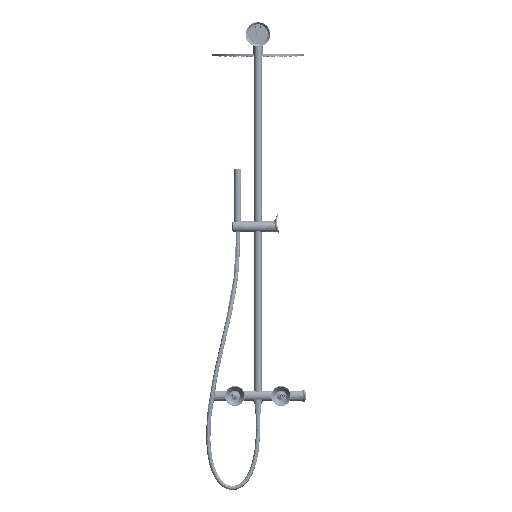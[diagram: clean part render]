
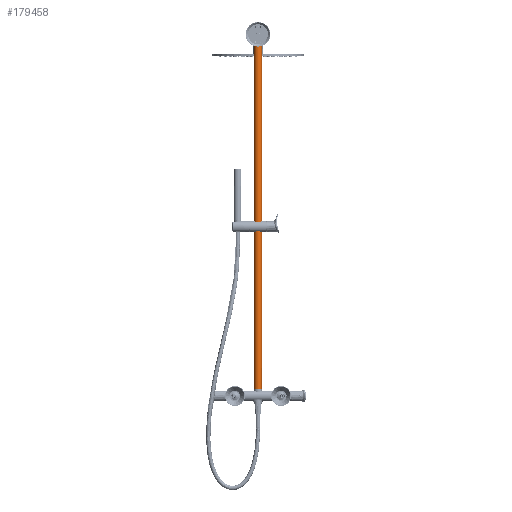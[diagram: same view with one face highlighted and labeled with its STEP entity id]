
A CAD part, front view. The second image highlights one B-rep face of the part: STEP entity #179458.
In plain terms, the highlighted cylindrical face has radius 12 mm (diameter 24 mm), a partial arc.
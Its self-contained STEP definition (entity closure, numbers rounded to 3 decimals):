
#175990=CARTESIAN_POINT('Vertex',(12.,0.,21.5)) ;
#175993=CARTESIAN_POINT('Axis2P3D Location',(0.,0.,21.5)) ;
#175997=CARTESIAN_POINT('Vertex',(-11.656,-2.851,21.5)) ;
#176025=CARTESIAN_POINT('Vertex',(11.656,2.851,21.5)) ;
#176028=CARTESIAN_POINT('Axis2P3D Location',(0.,0.,21.5)) ;
#178234=CARTESIAN_POINT('Axis2P3D Location',(0.,0.,1141.5)) ;
#178238=CARTESIAN_POINT('Vertex',(-11.656,-2.851,1141.5)) ;
#178240=CARTESIAN_POINT('Vertex',(11.656,2.851,1141.5)) ;
#179436=CARTESIAN_POINT('Axis2P3D Location',(0.,0.,581.5)) ;
#179441=CARTESIAN_POINT('Line Origine',(-11.656,-2.851,581.5)) ;
#179446=CARTESIAN_POINT('Line Origine',(11.656,2.851,581.5)) ;
#179443=VECTOR('Line Direction',#179442,1.) ;
#179448=VECTOR('Line Direction',#179447,1.) ;
#175994=DIRECTION('Axis2P3D Direction',(0.,0.,-1.)) ;
#176029=DIRECTION('Axis2P3D Direction',(0.,0.,-1.)) ;
#178235=DIRECTION('Axis2P3D Direction',(0.,0.,-1.)) ;
#179437=DIRECTION('Axis2P3D Direction',(0.,0.,1.)) ;
#179438=DIRECTION('Axis2P3D XDirection',(0.971,0.238,0.)) ;
#179442=DIRECTION('Vector Direction',(0.,0.,1.)) ;
#179447=DIRECTION('Vector Direction',(0.,0.,1.)) ;
#175995=AXIS2_PLACEMENT_3D('Circle Axis2P3D',#175993,#175994,$) ;
#176030=AXIS2_PLACEMENT_3D('Circle Axis2P3D',#176028,#176029,$) ;
#178236=AXIS2_PLACEMENT_3D('Circle Axis2P3D',#178234,#178235,$) ;
#179439=AXIS2_PLACEMENT_3D('Cylinder Axis2P3D',#179436,#179437,#179438) ;
#179444=LINE('Line',#179441,#179443) ;
#179449=LINE('Line',#179446,#179448) ;
#175996=CIRCLE('generated circle',#175995,12.) ;
#176031=CIRCLE('generated circle',#176030,12.) ;
#178237=CIRCLE('generated circle',#178236,12.) ;
#179440=CYLINDRICAL_SURFACE('generated cylinder',#179439,12.) ;
#175999=EDGE_CURVE('',#175998,#175991,#175996,.F.) ;
#176032=EDGE_CURVE('',#175991,#176026,#176031,.F.) ;
#178242=EDGE_CURVE('',#178239,#178241,#178237,.F.) ;
#179445=EDGE_CURVE('',#175998,#178239,#179444,.T.) ;
#179450=EDGE_CURVE('',#176026,#178241,#179449,.T.) ;
#179452=ORIENTED_EDGE('',*,*,#179445,.F.) ;
#179453=ORIENTED_EDGE('',*,*,#175999,.T.) ;
#179454=ORIENTED_EDGE('',*,*,#176032,.T.) ;
#179455=ORIENTED_EDGE('',*,*,#179450,.T.) ;
#179456=ORIENTED_EDGE('',*,*,#178242,.F.) ;
#179451=EDGE_LOOP('',(#179452,#179453,#179454,#179455,#179456)) ;
#175991=VERTEX_POINT('',#175990) ;
#175998=VERTEX_POINT('',#175997) ;
#176026=VERTEX_POINT('',#176025) ;
#178239=VERTEX_POINT('',#178238) ;
#178241=VERTEX_POINT('',#178240) ;
#179458=ADVANCED_FACE('',(#179457),#179440,.T.) ;
#179457=FACE_OUTER_BOUND('',#179451,.T.) ;
